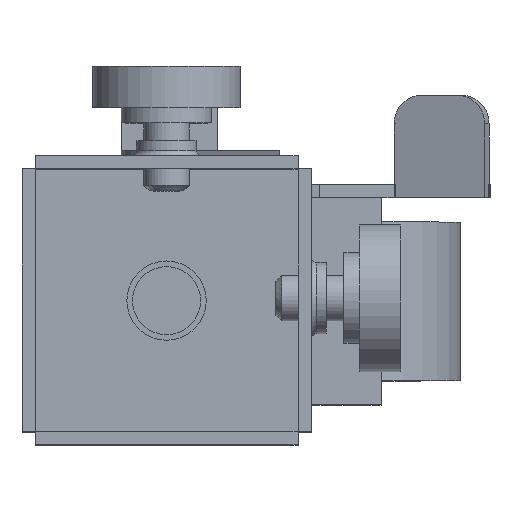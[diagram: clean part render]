
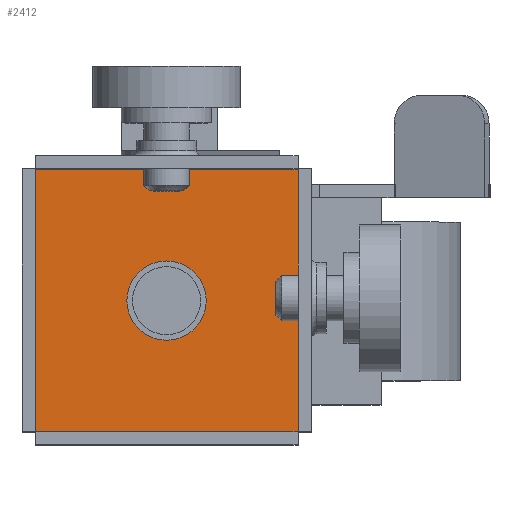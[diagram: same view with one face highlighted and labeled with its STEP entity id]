
A CAD part, top view. The second image highlights one B-rep face of the part: STEP entity #2412.
In plain terms, the highlighted planar face has unit normal (0, 0, 1).
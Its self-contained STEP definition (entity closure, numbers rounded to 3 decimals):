
#127=FACE_BOUND('',#860,.T.);
#166=PLANE('',#2733);
#268=LINE('',#3825,#465);
#280=LINE('',#3857,#477);
#287=LINE('',#3877,#484);
#295=LINE('',#3896,#492);
#465=VECTOR('',#3066,10.);
#477=VECTOR('',#3102,10.);
#484=VECTOR('',#3131,10.);
#492=VECTOR('',#3157,10.);
#703=FACE_OUTER_BOUND('',#859,.T.);
#859=EDGE_LOOP('',(#1839,#1840,#1841,#1842));
#860=EDGE_LOOP('',(#1843));
#994=CIRCLE('',#2683,7.);
#1112=VERTEX_POINT('',#3752);
#1135=VERTEX_POINT('',#3810);
#1136=VERTEX_POINT('',#3814);
#1144=VERTEX_POINT('',#3846);
#1145=VERTEX_POINT('',#3850);
#1337=EDGE_CURVE('',#1112,#1112,#994,.T.);
#1371=EDGE_CURVE('',#1135,#1136,#268,.T.);
#1387=EDGE_CURVE('',#1144,#1145,#280,.T.);
#1399=EDGE_CURVE('',#1145,#1135,#287,.T.);
#1410=EDGE_CURVE('',#1136,#1144,#295,.T.);
#1839=ORIENTED_EDGE('',*,*,#1371,.T.);
#1840=ORIENTED_EDGE('',*,*,#1410,.T.);
#1841=ORIENTED_EDGE('',*,*,#1387,.T.);
#1842=ORIENTED_EDGE('',*,*,#1399,.T.);
#1843=ORIENTED_EDGE('',*,*,#1337,.T.);
#2412=ADVANCED_FACE('',(#703,#127),#166,.T.);
#2683=AXIS2_PLACEMENT_3D('',#3754,#3002,#3003);
#2733=AXIS2_PLACEMENT_3D('',#3897,#3158,#3159);
#3002=DIRECTION('center_axis',(0.,0.,-1.));
#3003=DIRECTION('ref_axis',(-1.,0.,0.));
#3066=DIRECTION('',(0.,-1.,0.));
#3102=DIRECTION('',(0.,1.,0.));
#3131=DIRECTION('',(-1.,0.,0.));
#3157=DIRECTION('',(1.,0.,0.));
#3158=DIRECTION('center_axis',(0.,0.,1.));
#3159=DIRECTION('ref_axis',(1.,0.,0.));
#3752=CARTESIAN_POINT('',(7.,0.,2.3));
#3754=CARTESIAN_POINT('Origin',(0.,0.,2.3));
#3810=CARTESIAN_POINT('',(-23.199,23.199,2.3));
#3814=CARTESIAN_POINT('',(-23.199,-23.199,2.3));
#3825=CARTESIAN_POINT('',(-23.199,-11.6,2.3));
#3846=CARTESIAN_POINT('',(23.199,-23.199,2.3));
#3850=CARTESIAN_POINT('',(23.199,23.199,2.3));
#3857=CARTESIAN_POINT('',(23.199,11.6,2.3));
#3877=CARTESIAN_POINT('',(-11.6,23.199,2.3));
#3896=CARTESIAN_POINT('',(11.6,-23.199,2.3));
#3897=CARTESIAN_POINT('Origin',(0.,0.,
2.3));
